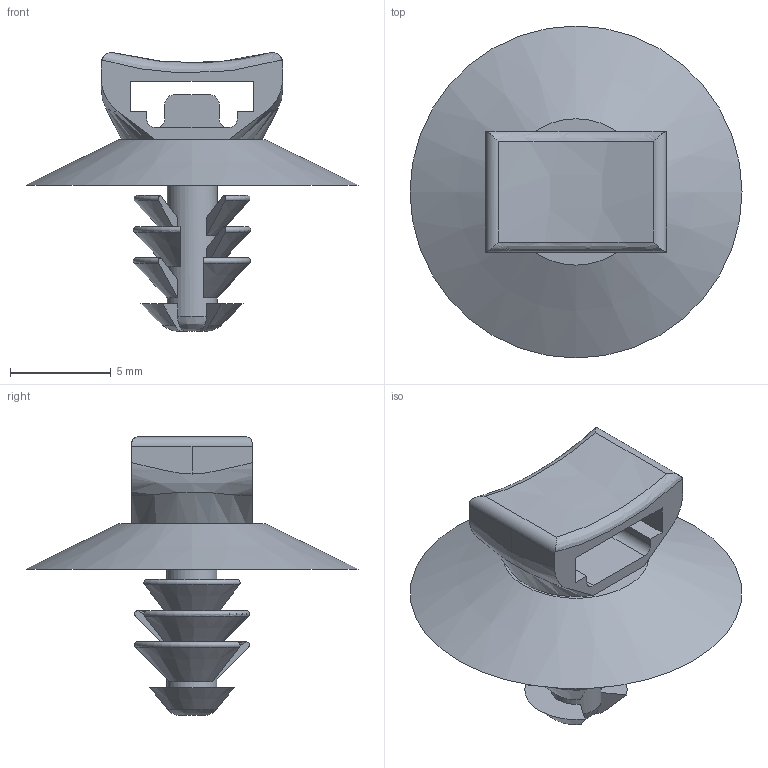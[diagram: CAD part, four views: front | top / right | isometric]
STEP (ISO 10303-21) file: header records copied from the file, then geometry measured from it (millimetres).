
FILE_DESCRIPTION(/* description */ (''),/* implementation_level */ '2;1');
FILE_NAME(/* name */ 'PANDUIT_CUST_PUM_049',/* time_stamp */ '2010-10-04T16:04:42-05:00',/* author */ (''),/* organization */ (''),/* preprocessor_version */ 'ST-DEVELOPER v9',/* originating_system */ 'UGS - NX 3.0',/* authorisation */ '');
FILE_SCHEMA (('CONFIG_CONTROL_DESIGN'));
Length unit declared in the file: millimetre
Products named in the file (1): bwgEDCBs97h
Bounding box: 16.5 x 16.5 x 13.86 mm (x, y, z)
Volume: 392 mm3; surface area: 909.4 mm2
Topology: 1 solids, 1 shells, 89 faces, 237 edges, 156 vertices
Faces by surface type: plane 49, cone 15, bspline 11, cylinder 8, torus 6
Full cylindrical faces by diameter (mm): 2.5 x1, 7.274 x1
Entity records: 3187 total; most frequent: CARTESIAN_POINT 967, ORIENTED_EDGE 458, DIRECTION 423, EDGE_CURVE 229, VERTEX_POINT 154, AXIS2_PLACEMENT_3D 152, LINE 119, VECTOR 119
